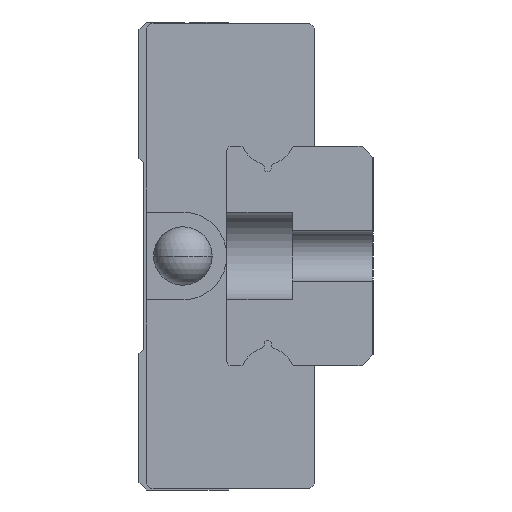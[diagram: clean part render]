
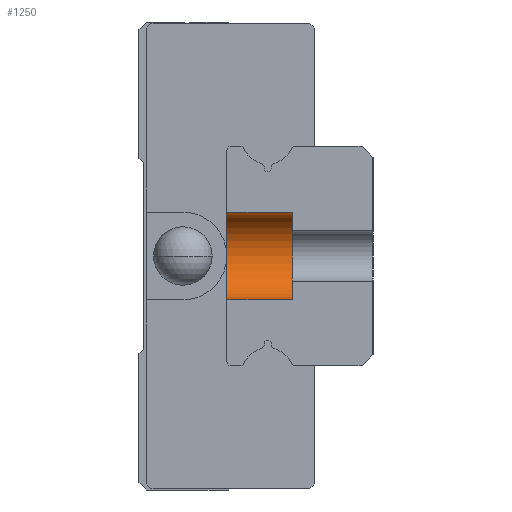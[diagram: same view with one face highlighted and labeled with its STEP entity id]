
A CAD part, left-side view. The second image highlights one B-rep face of the part: STEP entity #1250.
In plain terms, the highlighted cylindrical face has radius 3 mm (diameter 6 mm), a partial arc.
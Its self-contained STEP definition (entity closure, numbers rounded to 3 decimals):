
#76 = ORIENTED_EDGE ( 'NONE', *, *, #3448, .T. ) ;
#113 = EDGE_CURVE ( 'NONE', #1044, #2646, #5371, .T. ) ;
#116 = CARTESIAN_POINT ( 'NONE',  ( -200., 0.5, -3. ) ) ;
#133 = CARTESIAN_POINT ( 'NONE',  ( -200., 0.5, 3. ) ) ;
#149 = DIRECTION ( 'NONE',  ( 0., 1., 0. ) ) ;
#153 = AXIS2_PLACEMENT_3D ( 'NONE', #2388, #4077, #5365 ) ;
#204 = VERTEX_POINT ( 'NONE', #116 ) ;
#561 = DIRECTION ( 'NONE',  ( 0., 0., 1. ) ) ;
#1041 = ORIENTED_EDGE ( 'NONE', *, *, #3644, .F. ) ;
#1044 = VERTEX_POINT ( 'NONE', #2640 ) ;
#1080 = DIRECTION ( 'NONE',  ( 0., 0., 1. ) ) ;
#1103 = AXIS2_PLACEMENT_3D ( 'NONE', #5312, #4062, #1080 ) ;
#1182 = CARTESIAN_POINT ( 'NONE',  ( -200., 5., -3. ) ) ;
#1250 = ADVANCED_FACE ( 'NONE', ( #4922 ), #1947, .F. ) ;
#1266 = CARTESIAN_POINT ( 'NONE',  ( -200., 0.5, 3. ) ) ;
#1280 = AXIS2_PLACEMENT_3D ( 'NONE', #3872, #149, #561 ) ;
#1947 = CYLINDRICAL_SURFACE ( 'NONE', #153, 3. ) ;
#2339 = VERTEX_POINT ( 'NONE', #1182 ) ;
#2388 = CARTESIAN_POINT ( 'NONE',  ( -200., 0.5, 0. ) ) ;
#2583 = EDGE_LOOP ( 'NONE', ( #1041, #3752, #76, #5260 ) ) ;
#2640 = CARTESIAN_POINT ( 'NONE',  ( -200., 5., 3. ) ) ;
#2646 = VERTEX_POINT ( 'NONE', #133 ) ;
#2868 = DIRECTION ( 'NONE',  ( 0., -1., 0. ) ) ;
#3215 = CIRCLE ( 'NONE', #1103, 3. ) ;
#3233 = CIRCLE ( 'NONE', #1280, 3. ) ;
#3448 = EDGE_CURVE ( 'NONE', #1044, #2339, #3233, .T. ) ;
#3644 = EDGE_CURVE ( 'NONE', #2646, #204, #3215, .T. ) ;
#3752 = ORIENTED_EDGE ( 'NONE', *, *, #113, .F. ) ;
#3872 = CARTESIAN_POINT ( 'NONE',  ( -200., 5., 0. ) ) ;
#3900 = VECTOR ( 'NONE', #2868, 1000. ) ;
#4000 = CARTESIAN_POINT ( 'NONE',  ( -200., 0.5, -3. ) ) ;
#4028 = VECTOR ( 'NONE', #5374, 1000. ) ;
#4035 = LINE ( 'NONE', #4000, #4028 ) ;
#4062 = DIRECTION ( 'NONE',  ( 0., 1., 0. ) ) ;
#4077 = DIRECTION ( 'NONE',  ( 0., 1., 0. ) ) ;
#4922 = FACE_OUTER_BOUND ( 'NONE', #2583, .T. ) ;
#5057 = EDGE_CURVE ( 'NONE', #204, #2339, #4035, .T. ) ;
#5260 = ORIENTED_EDGE ( 'NONE', *, *, #5057, .F. ) ;
#5312 = CARTESIAN_POINT ( 'NONE',  ( -200., 0.5, 0. ) ) ;
#5365 = DIRECTION ( 'NONE',  ( 0., 0., 1. ) ) ;
#5371 = LINE ( 'NONE', #1266, #3900 ) ;
#5374 = DIRECTION ( 'NONE',  ( 0., 1., 0. ) ) ;
